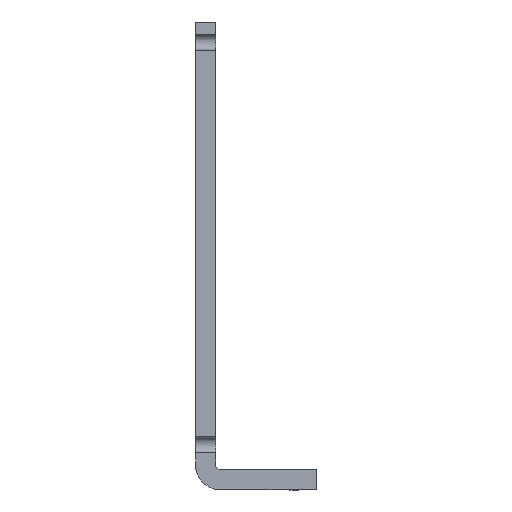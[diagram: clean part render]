
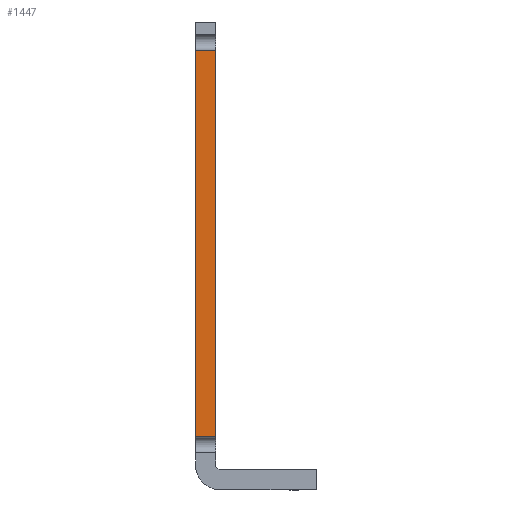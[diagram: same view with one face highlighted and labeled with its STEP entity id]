
A CAD part, left-side view. The second image highlights one B-rep face of the part: STEP entity #1447.
In plain terms, the highlighted planar face has unit normal (-1, 0, 0).
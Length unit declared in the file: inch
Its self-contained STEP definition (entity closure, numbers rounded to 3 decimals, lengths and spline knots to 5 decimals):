
#27=LINE('',#2379,#63);
#30=LINE('',#2389,#66);
#46=LINE('',#2432,#82);
#47=LINE('',#2434,#83);
#63=VECTOR('',#1998,2.4);
#66=VECTOR('',#2007,2.4);
#82=VECTOR('',#2049,0.125);
#83=VECTOR('',#2052,0.125);
#99=PLANE('',#1644);
#337=FACE_OUTER_BOUND('',#575,.T.);
#575=EDGE_LOOP('',(#1303,#1304,#1305,#1306));
#821=VERTEX_POINT('',#2376);
#822=VERTEX_POINT('',#2378);
#825=VERTEX_POINT('',#2386);
#826=VERTEX_POINT('',#2388);
#964=EDGE_CURVE('',#821,#822,#27,.T.);
#969=EDGE_CURVE('',#826,#825,#30,.T.);
#992=EDGE_CURVE('',#826,#821,#46,.T.);
#993=EDGE_CURVE('',#822,#825,#47,.T.);
#1303=ORIENTED_EDGE('',*,*,#992,.F.);
#1304=ORIENTED_EDGE('',*,*,#969,.T.);
#1305=ORIENTED_EDGE('',*,*,#993,.F.);
#1306=ORIENTED_EDGE('',*,*,#964,.F.);
#1447=ADVANCED_FACE('',(#337),#99,.F.);
#1644=AXIS2_PLACEMENT_3D('',#2446,#2070,#2071);
#1998=DIRECTION('',(0.,0.,1.));
#2007=DIRECTION('',(0.,0.,1.));
#2049=DIRECTION('',(0.,1.,0.));
#2052=DIRECTION('',(0.,-1.,0.));
#2070=DIRECTION('center_axis',(1.,0.,0.));
#2071=DIRECTION('ref_axis',(0.,0.,-1.));
#2376=CARTESIAN_POINT('',(2.,0.125,-2.575));
#2378=CARTESIAN_POINT('',(2.,0.125,-0.175));
#2379=CARTESIAN_POINT('',(2.,0.125,-2.75));
#2386=CARTESIAN_POINT('',(2.,0.,-0.175));
#2388=CARTESIAN_POINT('',(2.,0.,-2.575));
#2389=CARTESIAN_POINT('',(2.,0.,-2.75));
#2432=CARTESIAN_POINT('',(2.,-4.25004,-2.575));
#2434=CARTESIAN_POINT('',(2.,-4.25004,-0.175));
#2446=CARTESIAN_POINT('Origin',(2.,-41.56215,4.80401));
